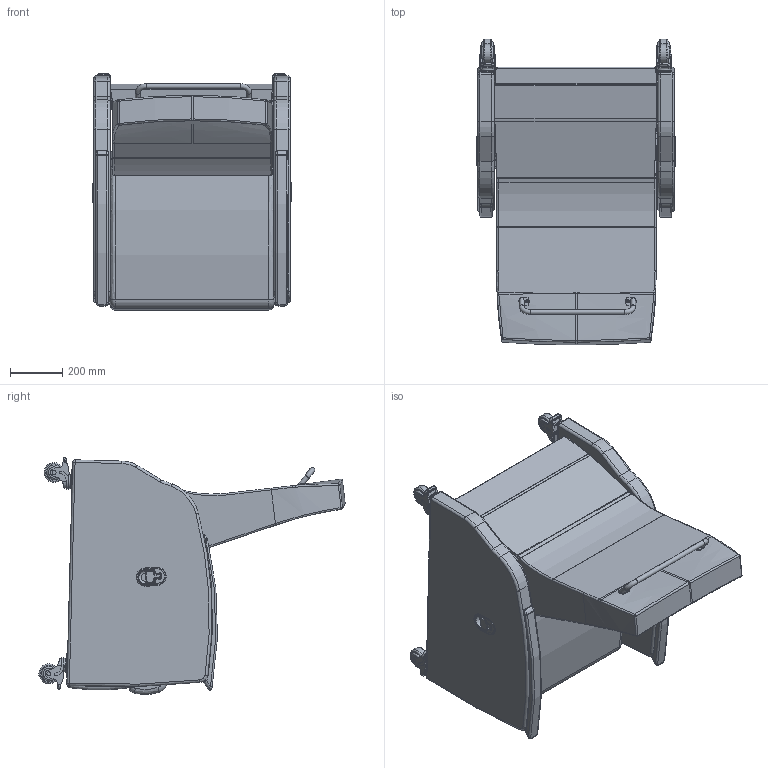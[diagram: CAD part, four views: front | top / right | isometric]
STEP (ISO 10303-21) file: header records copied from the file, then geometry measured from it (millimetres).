
FILE_DESCRIPTION(/* description */ (''),/* implementation_level */ '2;1');
FILE_NAME(/* name */ 'E4217W.stp',/* time_stamp */ '2017-09-13T09:38:58-04:00',/* author */ ('emehringer'),/* organization */ (''),/* preprocessor_version */ 'ST-DEVELOPER v16.5',/* originating_system */ 'Autodesk Inventor 2017',/* authorisation */ '');
FILE_SCHEMA (('AUTOMOTIVE_DESIGN { 1 0 10303 214 3 1 1 }'));
Length unit declared in the file: inch
Products named in the file (24): E4217U-W-J; EV7070 UBACK; 4000 UKP; 4000 USEAT; 4000 UKO rounded; EV7070 UBACK FLAP; E3010 FARM L (FOR E4217); E3010 FARM R (FOR E4217); CABLE LEVER; EV7000 MAC BLK; CAST COL 4inSLB; _NG-03AMP-125-TL-TP01_fork; _TP01_Next Generation Series_0; _NG-03QDP-125-SW-TP01_rivet; _NG-03AMP-125-TL-TP01_wheel_core; _NG-03AMP-125-TL-TP01_wheel_tread; _NG-03AMP-125-TL-TP01_wheel_guard; _NG-03AMP-125-TL-TP01_wheel_tguard; _NG-03AMP-125-TL-TP01_cap; PB3; PUSH BAR 17.625; PUSH BAR 17.625_1; PUSH BAR 17.625 right side; 1420X1.5 PSHPB
Assembly tree (30 placements, depth 4):
  E4217U-W-J
    EV7070 UBACK
    4000 UKP
    4000 USEAT
    4000 UKO rounded
    EV7070 UBACK FLAP
    E3010 FARM L (FOR E4217)
    E3010 FARM R (FOR E4217)
    CABLE LEVER  x2
    EV7000 MAC BLK  x2
    CAST COL 4inSLB  x4
      _NG-03AMP-125-TL-TP01_fork
      _TP01_Next Generation Series_0
      _NG-03QDP-125-SW-TP01_rivet
      _NG-03AMP-125-TL-TP01_wheel_core
      _NG-03AMP-125-TL-TP01_wheel_tread
      _NG-03AMP-125-TL-TP01_wheel_guard
      _NG-03AMP-125-TL-TP01_wheel_tguard
      _NG-03AMP-125-TL-TP01_cap
    PB3
      PUSH BAR 17.625
        PUSH BAR 17.625_1
        PUSH BAR 17.625 right side
      1420X1.5 PSHPB  x2
Bounding box: 758.06 x 1170.06 x 904.39 mm (x, y, z)
Volume: 178751779.4 mm3; surface area: 6170035.6 mm2
Topology: 53 solids, 75 shells, 1476 faces, 3428 edges, 2139 vertices
Faces by surface type: cylinder 643, plane 514, torus 158, bspline 89, sphere 38, cone 34
Full cylindrical faces by diameter (mm): 6.35 x18, 7.938 x2, 9.525 x2, 11.989 x4, 12.497 x2, 14.877 x4, 15.062 x4, 15.24 x8, 19.05 x3, 19.075 x4, 25.4 x4, 31.75 x2, 38.049 x4, 44.298 x4, 52.273 x4, 55.372 x8, 57.15 x8, 76.2 x4
Entity records: 35558 total; most frequent: CARTESIAN_POINT 17637, DIRECTION 3903, ORIENTED_EDGE 3320, EDGE_CURVE 1660, AXIS2_PLACEMENT_3D 1611, VERTEX_POINT 1042, EDGE_LOOP 884, CIRCLE 803
